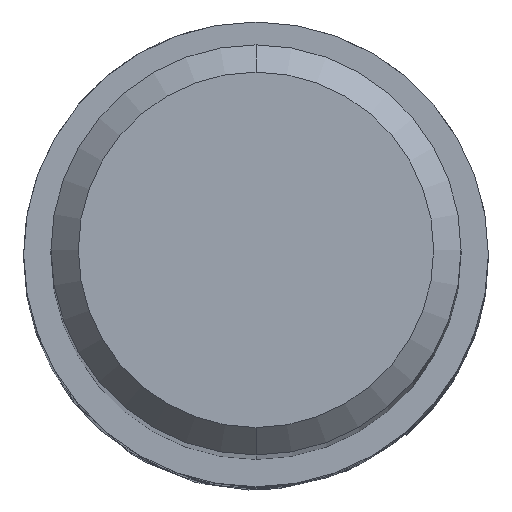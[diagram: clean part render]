
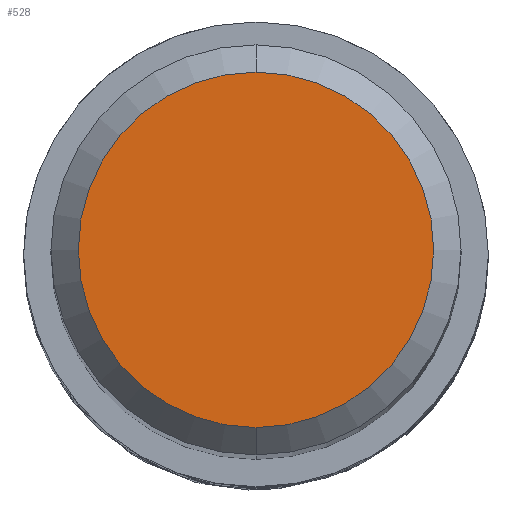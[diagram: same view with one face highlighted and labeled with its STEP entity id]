
A CAD part, top view. The second image highlights one B-rep face of the part: STEP entity #528.
In plain terms, the highlighted planar face has unit normal (0, 0, 1).
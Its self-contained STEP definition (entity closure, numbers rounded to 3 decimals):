
#290=VERTEX_POINT('',#823);
#528=ADVANCED_FACE('',(#1085),#1086,.T.);
#536=EDGE_CURVE('',#290,#686,#1095,.T.);
#554=EDGE_CURVE('',#686,#290,#1114,.T.);
#686=VERTEX_POINT('',#1259);
#823=CARTESIAN_POINT('',(0.0,2.6,0.0));
#1085=FACE_OUTER_BOUND('',#2966,.T.);
#1086=PLANE('',#2967);
#1095=CIRCLE('',#2979,2.6);
#1114=CIRCLE('',#3072,2.6);
#1259=CARTESIAN_POINT('',(0.,-2.6,0.0));
#2966=EDGE_LOOP('',(#5127,#5128));
#2967=AXIS2_PLACEMENT_3D('',#5129,#5130,#5131);
#2979=AXIS2_PLACEMENT_3D('',#5141,#5142,#5143);
#3072=AXIS2_PLACEMENT_3D('',#5154,#5155,#5156);
#5127=ORIENTED_EDGE('',*,*,#536,.F.);
#5128=ORIENTED_EDGE('',*,*,#554,.F.);
#5129=CARTESIAN_POINT('',(0.0,1.3,0.0));
#5130=DIRECTION('',(-0.0,0.0,1.0));
#5131=DIRECTION('',(0.0,-1.0,0.0));
#5141=CARTESIAN_POINT('',(0.0,0.0,0.0));
#5142=DIRECTION('',(0.0,0.0,-1.0));
#5143=DIRECTION('',(0.0,1.0,0.0));
#5154=CARTESIAN_POINT('',(0.0,0.0,0.0));
#5155=DIRECTION('',(0.0,0.0,-1.0));
#5156=DIRECTION('',(0.0,1.0,0.0));
